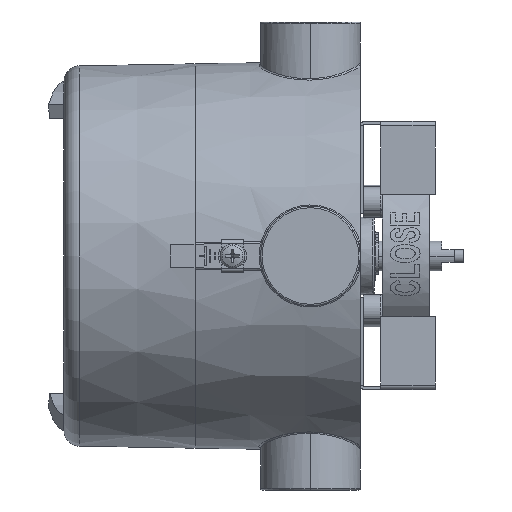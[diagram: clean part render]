
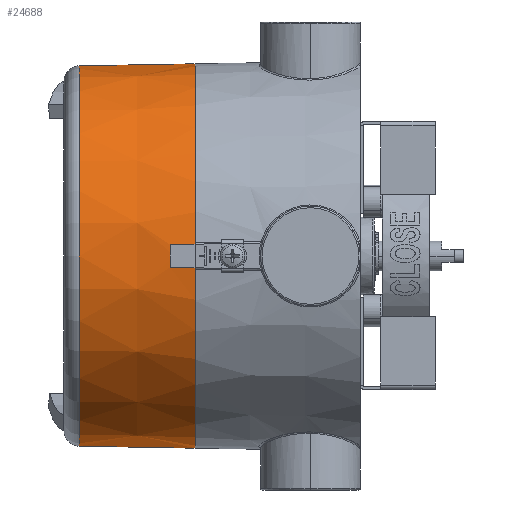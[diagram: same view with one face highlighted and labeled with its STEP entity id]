
A CAD part, left-side view. The second image highlights one B-rep face of the part: STEP entity #24688.
In plain terms, the highlighted conical face has half-angle 1 degrees and reference radius 61.59 mm.
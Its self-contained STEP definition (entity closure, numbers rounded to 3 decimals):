
#50 = VERTEX_POINT ( 'NONE', #290 ) ;
#258 = CIRCLE ( 'NONE', #23822, 61.59 ) ;
#290 = CARTESIAN_POINT ( 'NONE',  ( 0., 53., 61.59 ) ) ;
#605 = CIRCLE ( 'NONE', #19354, 61.45 ) ;
#758 = DIRECTION ( 'NONE',  ( 0., 0., -1. ) ) ;
#2201 = CARTESIAN_POINT ( 'NONE',  ( 0., 53., 0. ) ) ;
#2407 = B_SPLINE_CURVE_WITH_KNOTS ( 'NONE', 3,
 ( #5511, #8681, #37133, #18205 ),
 .UNSPECIFIED., .F., .F.,
 ( 4, 4 ),
 ( 0., 0.008 ),
 .UNSPECIFIED. ) ;
#3273 = CIRCLE ( 'NONE', #22679, 61.59 ) ;
#3540 = VERTEX_POINT ( 'NONE', #18944 ) ;
#3582 = EDGE_CURVE ( 'NONE', #6500, #16220, #605, .T. ) ;
#3682 = VERTEX_POINT ( 'NONE', #16456 ) ;
#3683 = B_SPLINE_CURVE_WITH_KNOTS ( 'NONE', 3,
 ( #6809, #19366, #9981, #32064 ),
 .UNSPECIFIED., .F., .F.,
 ( 4, 4 ),
 ( 0., 0.008 ),
 .UNSPECIFIED. ) ;
#5457 = EDGE_CURVE ( 'NONE', #3682, #50, #20726, .T. ) ;
#5511 = CARTESIAN_POINT ( 'NONE',  ( -61.473, 53., -3.8 ) ) ;
#6345 = ORIENTED_EDGE ( 'NONE', *, *, #27693, .T. ) ;
#6500 = VERTEX_POINT ( 'NONE', #21126 ) ;
#6520 = DIRECTION ( 'NONE',  ( 0., -1., 0. ) ) ;
#6664 = DIRECTION ( 'NONE',  ( 0., -1., -0.017 ) ) ;
#6809 = CARTESIAN_POINT ( 'NONE',  ( -61.341, 61., 3.66 ) ) ;
#7814 = DIRECTION ( 'NONE',  ( 0., -1., 0. ) ) ;
#7835 = VECTOR ( 'NONE', #6664, 1000. ) ;
#8059 = EDGE_CURVE ( 'NONE', #38879, #13070, #3273, .T. ) ;
#8625 = ORIENTED_EDGE ( 'NONE', *, *, #13528, .T. ) ;
#8681 = CARTESIAN_POINT ( 'NONE',  ( -61.429, 55.667, -3.753 ) ) ;
#9981 = CARTESIAN_POINT ( 'NONE',  ( -61.429, 55.667, 3.753 ) ) ;
#11172 = EDGE_CURVE ( 'NONE', #50, #18550, #258, .T. ) ;
#11310 = VECTOR ( 'NONE', #18032, 1000. ) ;
#11382 = ORIENTED_EDGE ( 'NONE', *, *, #11172, .F. ) ;
#12516 = ORIENTED_EDGE ( 'NONE', *, *, #5457, .F. ) ;
#13070 = VERTEX_POINT ( 'NONE', #30193 ) ;
#13347 = CONICAL_SURFACE ( 'NONE', #17313, 61.59, 0.017 ) ;
#13528 = EDGE_CURVE ( 'NONE', #3682, #3540, #33722, .T. ) ;
#16220 = VERTEX_POINT ( 'NONE', #18099 ) ;
#16456 = CARTESIAN_POINT ( 'NONE',  ( 0., 90.087, 60.943 ) ) ;
#17011 = DIRECTION ( 'NONE',  ( 0., -1., 0. ) ) ;
#17313 = AXIS2_PLACEMENT_3D ( 'NONE', #2201, #40067, #24286 ) ;
#18032 = DIRECTION ( 'NONE',  ( 0., -1., 0.017 ) ) ;
#18099 = CARTESIAN_POINT ( 'NONE',  ( -61.341, 61., -3.66 ) ) ;
#18205 = CARTESIAN_POINT ( 'NONE',  ( -61.341, 61., -3.66 ) ) ;
#18218 = LINE ( 'NONE', #28740, #7835 ) ;
#18550 = VERTEX_POINT ( 'NONE', #40332 ) ;
#18944 = CARTESIAN_POINT ( 'NONE',  ( 0., 90.087, -60.943 ) ) ;
#19354 = AXIS2_PLACEMENT_3D ( 'NONE', #25456, #6520, #28598 ) ;
#19366 = CARTESIAN_POINT ( 'NONE',  ( -61.385, 58.333, 3.707 ) ) ;
#19664 = DIRECTION ( 'NONE',  ( 0., -1., 0. ) ) ;
#20726 = LINE ( 'NONE', #36823, #11310 ) ;
#21126 = CARTESIAN_POINT ( 'NONE',  ( -61.341, 61., 3.66 ) ) ;
#22679 = AXIS2_PLACEMENT_3D ( 'NONE', #38615, #19664, #758 ) ;
#22698 = ORIENTED_EDGE ( 'NONE', *, *, #3582, .F. ) ;
#22988 = CARTESIAN_POINT ( 'NONE',  ( -61.473, 53., -3.8 ) ) ;
#23822 = AXIS2_PLACEMENT_3D ( 'NONE', #26744, #7814, #29908 ) ;
#24286 = DIRECTION ( 'NONE',  ( 0., 0., 1. ) ) ;
#24688 = ADVANCED_FACE ( 'NONE', ( #39573 ), #13347, .T. ) ;
#25456 = CARTESIAN_POINT ( 'NONE',  ( 0., 61., 0. ) ) ;
#26162 = ORIENTED_EDGE ( 'NONE', *, *, #26809, .T. ) ;
#26744 = CARTESIAN_POINT ( 'NONE',  ( 0., 53., 0. ) ) ;
#26809 = EDGE_CURVE ( 'NONE', #38879, #16220, #2407, .T. ) ;
#27693 = EDGE_CURVE ( 'NONE', #6500, #18550, #3683, .T. ) ;
#28598 = DIRECTION ( 'NONE',  ( 0., 0., -1. ) ) ;
#28740 = CARTESIAN_POINT ( 'NONE',  ( 0., 53., -61.59 ) ) ;
#29619 = ORIENTED_EDGE ( 'NONE', *, *, #33392, .T. ) ;
#29908 = DIRECTION ( 'NONE',  ( 0., 0., -1. ) ) ;
#30193 = CARTESIAN_POINT ( 'NONE',  ( 0., 53., -61.59 ) ) ;
#32064 = CARTESIAN_POINT ( 'NONE',  ( -61.473, 53., 3.8 ) ) ;
#33392 = EDGE_CURVE ( 'NONE', #3540, #13070, #18218, .T. ) ;
#33722 = CIRCLE ( 'NONE', #38757, 60.943 ) ;
#34210 = EDGE_LOOP ( 'NONE', ( #8625, #29619, #38239, #26162, #22698, #6345, #11382, #12516 ) ) ;
#35915 = CARTESIAN_POINT ( 'NONE',  ( 0., 90.087, 0. ) ) ;
#36823 = CARTESIAN_POINT ( 'NONE',  ( 0., 53., 61.59 ) ) ;
#37133 = CARTESIAN_POINT ( 'NONE',  ( -61.385, 58.333, -3.707 ) ) ;
#38239 = ORIENTED_EDGE ( 'NONE', *, *, #8059, .F. ) ;
#38615 = CARTESIAN_POINT ( 'NONE',  ( 0., 53., 0. ) ) ;
#38757 = AXIS2_PLACEMENT_3D ( 'NONE', #35915, #17011, #39125 ) ;
#38879 = VERTEX_POINT ( 'NONE', #22988 ) ;
#39125 = DIRECTION ( 'NONE',  ( 0., 0., -1. ) ) ;
#39573 = FACE_OUTER_BOUND ( 'NONE', #34210, .T. ) ;
#40067 = DIRECTION ( 'NONE',  ( 0., -1., 0. ) ) ;
#40332 = CARTESIAN_POINT ( 'NONE',  ( -61.473, 53., 3.8 ) ) ;
